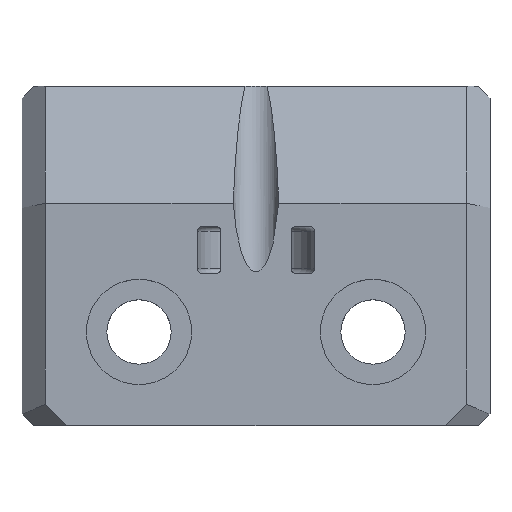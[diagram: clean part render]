
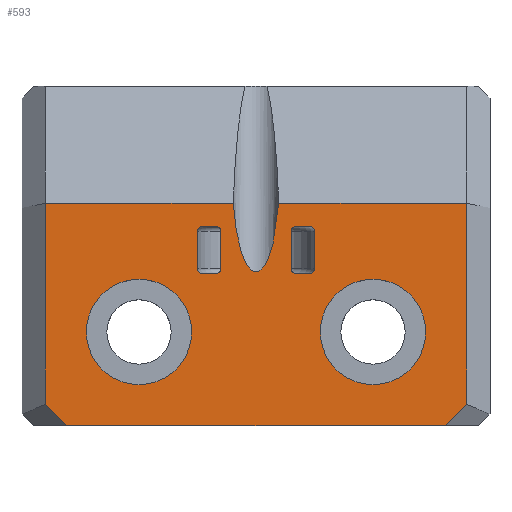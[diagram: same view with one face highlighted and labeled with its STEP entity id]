
A CAD part, top view. The second image highlights one B-rep face of the part: STEP entity #593.
In plain terms, the highlighted planar face has unit normal (0, 0, 1).
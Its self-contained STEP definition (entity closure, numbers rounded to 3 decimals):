
#16=ELLIPSE('',#664,7.727,2.);
#25=FACE_BOUND('',#111,.T.);
#26=FACE_BOUND('',#112,.T.);
#27=FACE_BOUND('',#113,.T.);
#28=FACE_BOUND('',#114,.T.);
#46=PLANE('',#663);
#75=FACE_OUTER_BOUND('',#110,.T.);
#110=EDGE_LOOP('',(#491,#492,#493,#494,#495,#496,#497,#498));
#111=EDGE_LOOP('',(#499));
#112=EDGE_LOOP('',(#500));
#113=EDGE_LOOP('',(#501,#502,#503,#504,#505,#506,#507,#508));
#114=EDGE_LOOP('',(#509,#510,#511,#512,#513,#514,#515,#516));
#129=LINE('',#888,#184);
#130=LINE('',#891,#185);
#131=LINE('',#900,#186);
#132=LINE('',#903,#187);
#133=LINE('',#920,#188);
#134=LINE('',#921,#189);
#137=LINE('',#929,#192);
#140=LINE('',#935,#195);
#160=LINE('',#978,#215);
#165=LINE('',#987,#220);
#170=LINE('',#995,#225);
#171=LINE('',#998,#226);
#172=LINE('',#1001,#227);
#173=LINE('',#1002,#228);
#174=LINE('',#1003,#229);
#184=VECTOR('',#715,10.);
#185=VECTOR('',#718,10.);
#186=VECTOR('',#729,10.);
#187=VECTOR('',#732,10.);
#188=VECTOR('',#753,10.);
#189=VECTOR('',#754,10.);
#192=VECTOR('',#759,10.);
#195=VECTOR('',#764,10.);
#215=VECTOR('',#798,10.);
#220=VECTOR('',#807,10.);
#225=VECTOR('',#814,10.);
#226=VECTOR('',#817,10.);
#227=VECTOR('',#820,10.);
#228=VECTOR('',#821,10.);
#229=VECTOR('',#822,10.);
#237=CIRCLE('',#619,4.5);
#240=CIRCLE('',#624,4.5);
#243=CIRCLE('',#629,0.4);
#245=CIRCLE('',#631,0.4);
#248=CIRCLE('',#636,0.4);
#250=CIRCLE('',#638,0.4);
#252=CIRCLE('',#642,0.4);
#253=CIRCLE('',#643,0.4);
#255=CIRCLE('',#646,0.4);
#257=CIRCLE('',#648,0.4);
#261=VERTEX_POINT('',#860);
#264=VERTEX_POINT('',#869);
#267=VERTEX_POINT('',#878);
#268=VERTEX_POINT('',#879);
#269=VERTEX_POINT('',#881);
#270=VERTEX_POINT('',#883);
#271=VERTEX_POINT('',#887);
#272=VERTEX_POINT('',#889);
#273=VERTEX_POINT('',#893);
#274=VERTEX_POINT('',#895);
#275=VERTEX_POINT('',#899);
#276=VERTEX_POINT('',#901);
#277=VERTEX_POINT('',#905);
#278=VERTEX_POINT('',#907);
#279=VERTEX_POINT('',#911);
#280=VERTEX_POINT('',#912);
#281=VERTEX_POINT('',#914);
#282=VERTEX_POINT('',#916);
#285=VERTEX_POINT('',#926);
#286=VERTEX_POINT('',#928);
#288=VERTEX_POINT('',#934);
#303=VERTEX_POINT('',#975);
#304=VERTEX_POINT('',#977);
#306=VERTEX_POINT('',#986);
#309=VERTEX_POINT('',#997);
#310=VERTEX_POINT('',#999);
#315=EDGE_CURVE('',#261,#261,#237,.T.);
#319=EDGE_CURVE('',#264,#264,#240,.T.);
#323=EDGE_CURVE('',#267,#268,#243,.T.);
#325=EDGE_CURVE('',#269,#270,#245,.T.);
#327=EDGE_CURVE('',#271,#268,#129,.T.);
#329=EDGE_CURVE('',#269,#272,#130,.T.);
#330=EDGE_CURVE('',#271,#273,#248,.T.);
#332=EDGE_CURVE('',#274,#272,#250,.T.);
#333=EDGE_CURVE('',#275,#273,#131,.T.);
#335=EDGE_CURVE('',#274,#276,#132,.T.);
#336=EDGE_CURVE('',#277,#276,#252,.T.);
#337=EDGE_CURVE('',#275,#278,#253,.T.);
#339=EDGE_CURVE('',#279,#280,#255,.T.);
#341=EDGE_CURVE('',#281,#282,#257,.T.);
#343=EDGE_CURVE('',#281,#270,#133,.T.);
#344=EDGE_CURVE('',#267,#280,#134,.T.);
#347=EDGE_CURVE('',#285,#286,#137,.T.);
#350=EDGE_CURVE('',#286,#288,#140,.T.);
#371=EDGE_CURVE('',#303,#304,#160,.T.);
#376=EDGE_CURVE('',#304,#306,#165,.T.);
#381=EDGE_CURVE('',#285,#306,#170,.T.);
#382=EDGE_CURVE('',#303,#309,#171,.T.);
#383=EDGE_CURVE('',#309,#310,#16,.T.);
#384=EDGE_CURVE('',#310,#288,#172,.T.);
#385=EDGE_CURVE('',#277,#282,#173,.T.);
#386=EDGE_CURVE('',#279,#278,#174,.T.);
#491=ORIENTED_EDGE('',*,*,#347,.F.);
#492=ORIENTED_EDGE('',*,*,#381,.T.);
#493=ORIENTED_EDGE('',*,*,#376,.F.);
#494=ORIENTED_EDGE('',*,*,#371,.F.);
#495=ORIENTED_EDGE('',*,*,#382,.T.);
#496=ORIENTED_EDGE('',*,*,#383,.T.);
#497=ORIENTED_EDGE('',*,*,#384,.T.);
#498=ORIENTED_EDGE('',*,*,#350,.F.);
#499=ORIENTED_EDGE('',*,*,#315,.T.);
#500=ORIENTED_EDGE('',*,*,#319,.T.);
#501=ORIENTED_EDGE('',*,*,#329,.T.);
#502=ORIENTED_EDGE('',*,*,#332,.F.);
#503=ORIENTED_EDGE('',*,*,#335,.T.);
#504=ORIENTED_EDGE('',*,*,#336,.F.);
#505=ORIENTED_EDGE('',*,*,#385,.T.);
#506=ORIENTED_EDGE('',*,*,#341,.F.);
#507=ORIENTED_EDGE('',*,*,#343,.T.);
#508=ORIENTED_EDGE('',*,*,#325,.F.);
#509=ORIENTED_EDGE('',*,*,#327,.T.);
#510=ORIENTED_EDGE('',*,*,#323,.F.);
#511=ORIENTED_EDGE('',*,*,#344,.T.);
#512=ORIENTED_EDGE('',*,*,#339,.F.);
#513=ORIENTED_EDGE('',*,*,#386,.T.);
#514=ORIENTED_EDGE('',*,*,#337,.F.);
#515=ORIENTED_EDGE('',*,*,#333,.T.);
#516=ORIENTED_EDGE('',*,*,#330,.F.);
#593=ADVANCED_FACE('',(#75,#25,#26,#27,#28),#46,.T.);
#619=AXIS2_PLACEMENT_3D('',#861,#683,#684);
#624=AXIS2_PLACEMENT_3D('',#870,#694,#695);
#629=AXIS2_PLACEMENT_3D('',#880,#705,#706);
#631=AXIS2_PLACEMENT_3D('',#884,#709,#710);
#636=AXIS2_PLACEMENT_3D('',#894,#721,#722);
#638=AXIS2_PLACEMENT_3D('',#897,#725,#726);
#642=AXIS2_PLACEMENT_3D('',#906,#735,#736);
#643=AXIS2_PLACEMENT_3D('',#908,#737,#738);
#646=AXIS2_PLACEMENT_3D('',#913,#743,#744);
#648=AXIS2_PLACEMENT_3D('',#917,#747,#748);
#663=AXIS2_PLACEMENT_3D('',#996,#815,#816);
#664=AXIS2_PLACEMENT_3D('',#1000,#818,#819);
#683=DIRECTION('center_axis',(0.,0.,-1.));
#684=DIRECTION('ref_axis',(-1.,0.,0.));
#694=DIRECTION('center_axis',(0.,0.,-1.));
#695=DIRECTION('ref_axis',(-1.,0.,0.));
#705=DIRECTION('center_axis',(0.,0.,1.));
#706=DIRECTION('ref_axis',(1.,0.,0.));
#709=DIRECTION('center_axis',(0.,0.,1.));
#710=DIRECTION('ref_axis',(-1.,0.,0.));
#715=DIRECTION('',(0.,1.,0.));
#718=DIRECTION('',(0.,-1.,0.));
#721=DIRECTION('center_axis',(0.,0.,1.));
#722=DIRECTION('ref_axis',(1.,0.,0.));
#725=DIRECTION('center_axis',(0.,0.,1.));
#726=DIRECTION('ref_axis',(-1.,0.,0.));
#729=DIRECTION('',(-1.,0.,0.));
#732=DIRECTION('',(-1.,0.,0.));
#735=DIRECTION('center_axis',(0.,0.,1.));
#736=DIRECTION('ref_axis',(-1.,0.,0.));
#737=DIRECTION('center_axis',(0.,0.,1.));
#738=DIRECTION('ref_axis',(1.,0.,0.));
#743=DIRECTION('center_axis',(0.,0.,1.));
#744=DIRECTION('ref_axis',(1.,0.,0.));
#747=DIRECTION('center_axis',(0.,0.,1.));
#748=DIRECTION('ref_axis',(-1.,0.,0.));
#753=DIRECTION('',(1.,0.,0.));
#754=DIRECTION('',(1.,0.,0.));
#759=DIRECTION('',(-0.707,0.707,0.));
#764=DIRECTION('',(0.,1.,0.));
#798=DIRECTION('',(0.,-1.,0.));
#807=DIRECTION('',(-0.707,-0.707,0.));
#814=DIRECTION('',(1.,0.,0.));
#815=DIRECTION('center_axis',(0.,0.,1.));
#816=DIRECTION('ref_axis',(1.,0.,0.));
#817=DIRECTION('',(-1.,0.,0.));
#818=DIRECTION('center_axis',(0.,0.,-1.));
#819=DIRECTION('ref_axis',(0.,1.,0.));
#820=DIRECTION('',(-1.,0.,0.));
#821=DIRECTION('',(0.,1.,0.));
#822=DIRECTION('',(0.,-1.,0.));
#860=CARTESIAN_POINT('',(-5.5,-6.5,6.));
#861=CARTESIAN_POINT('Origin',(-10.,-6.5,6.));
#869=CARTESIAN_POINT('',(14.5,-6.5,6.));
#870=CARTESIAN_POINT('Origin',(10.,-6.5,6.));
#878=CARTESIAN_POINT('',(3.4,2.5,6.));
#879=CARTESIAN_POINT('',(3.,2.1,6.));
#880=CARTESIAN_POINT('Origin',(3.4,2.1,6.));
#881=CARTESIAN_POINT('',(-3.,2.1,6.));
#883=CARTESIAN_POINT('',(-3.4,2.5,6.));
#884=CARTESIAN_POINT('Origin',(-3.4,2.1,6.));
#887=CARTESIAN_POINT('',(3.,-1.1,6.));
#888=CARTESIAN_POINT('',(3.,2.5,6.));
#889=CARTESIAN_POINT('',(-3.,-1.1,6.));
#891=CARTESIAN_POINT('',(-3.,2.5,6.));
#893=CARTESIAN_POINT('',(3.4,-1.5,6.));
#894=CARTESIAN_POINT('Origin',(3.4,-1.1,6.));
#895=CARTESIAN_POINT('',(-3.4,-1.5,6.));
#897=CARTESIAN_POINT('Origin',(-3.4,-1.1,6.));
#899=CARTESIAN_POINT('',(4.6,-1.5,6.));
#900=CARTESIAN_POINT('',(0.,-1.5,6.));
#901=CARTESIAN_POINT('',(-4.6,-1.5,6.));
#903=CARTESIAN_POINT('',(0.,-1.5,6.));
#905=CARTESIAN_POINT('',(-5.,-1.1,6.));
#906=CARTESIAN_POINT('Origin',(-4.6,-1.1,6.));
#907=CARTESIAN_POINT('',(5.,-1.1,6.));
#908=CARTESIAN_POINT('Origin',(4.6,-1.1,6.));
#911=CARTESIAN_POINT('',(5.,2.1,6.));
#912=CARTESIAN_POINT('',(4.6,2.5,6.));
#913=CARTESIAN_POINT('Origin',(4.6,2.1,6.));
#914=CARTESIAN_POINT('',(-4.6,2.5,6.));
#916=CARTESIAN_POINT('',(-5.,2.1,6.));
#917=CARTESIAN_POINT('Origin',(-4.6,2.1,6.));
#920=CARTESIAN_POINT('',(0.,2.5,6.));
#921=CARTESIAN_POINT('',(0.,2.5,6.));
#926=CARTESIAN_POINT('',(-16.172,-14.5,6.));
#928=CARTESIAN_POINT('',(-18.,-12.672,6.));
#929=CARTESIAN_POINT('',(-16.711,-13.961,6.));
#934=CARTESIAN_POINT('',(-18.,4.5,6.));
#935=CARTESIAN_POINT('',(-18.,7.25,6.));
#975=CARTESIAN_POINT('',(18.,4.5,6.));
#977=CARTESIAN_POINT('',(18.,-12.672,6.));
#978=CARTESIAN_POINT('',(18.,-7.25,6.));
#986=CARTESIAN_POINT('',(16.172,-14.5,6.));
#987=CARTESIAN_POINT('',(16.711,-13.961,6.));
#995=CARTESIAN_POINT('',(-20.,-14.5,6.));
#996=CARTESIAN_POINT('Origin',(0.,0.,6.));
#997=CARTESIAN_POINT('',(1.941,4.5,6.));
#998=CARTESIAN_POINT('',(10.,4.5,6.));
#999=CARTESIAN_POINT('',(-1.941,4.5,6.));
#1000=CARTESIAN_POINT('Origin',(0.,6.364,
6.));
#1001=CARTESIAN_POINT('',(10.,4.5,6.));
#1002=CARTESIAN_POINT('',(-5.,2.5,6.));
#1003=CARTESIAN_POINT('',(5.,2.5,6.));
